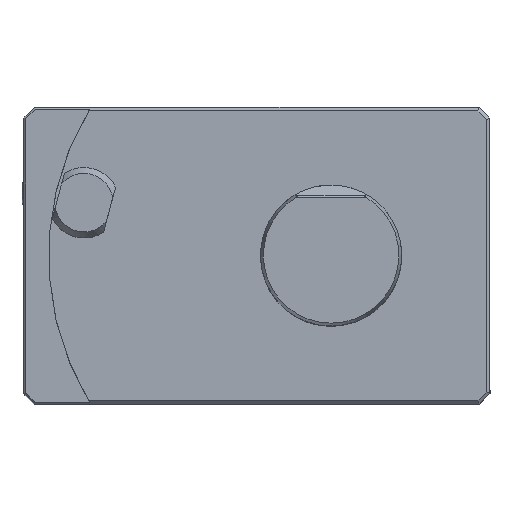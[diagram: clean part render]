
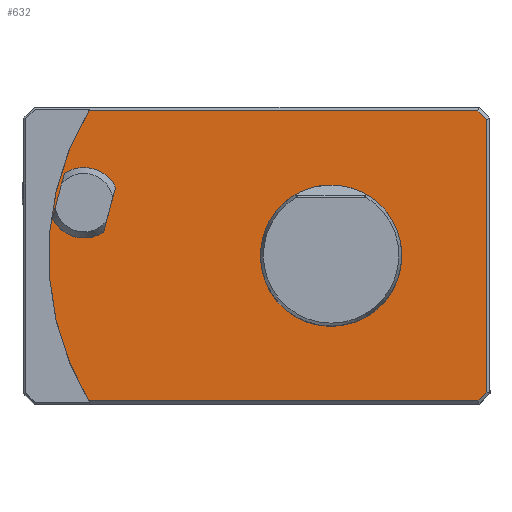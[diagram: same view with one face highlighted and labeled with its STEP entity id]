
A CAD part, top view. The second image highlights one B-rep face of the part: STEP entity #632.
In plain terms, the highlighted planar face has unit normal (0, 0, 1).
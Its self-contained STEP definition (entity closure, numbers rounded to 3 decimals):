
#92=LINE('',#3075,#251);
#93=LINE('',#3077,#252);
#94=LINE('',#3079,#253);
#95=LINE('',#3081,#254);
#96=LINE('',#3083,#255);
#97=LINE('',#3086,#256);
#98=LINE('',#3091,#257);
#251=VECTOR('',#2257,1.);
#252=VECTOR('',#2258,1.);
#253=VECTOR('',#2259,1.);
#254=VECTOR('',#2260,1.);
#255=VECTOR('',#2261,1.);
#256=VECTOR('',#2264,1.);
#257=VECTOR('',#2267,1.);
#439=PLANE('',#2040);
#632=ADVANCED_FACE('',(#766,#767,#768),#439,.T.);
#766=FACE_BOUND('',#822,.T.);
#767=FACE_BOUND('',#823,.T.);
#768=FACE_BOUND('',#824,.T.);
#822=EDGE_LOOP('',(#987,#988,#989,#990,#991,#992));
#823=EDGE_LOOP('',(#993));
#824=EDGE_LOOP('',(#994,#995,#996,#997));
#987=ORIENTED_EDGE('',*,*,#1701,.F.);
#988=ORIENTED_EDGE('',*,*,#1702,.T.);
#989=ORIENTED_EDGE('',*,*,#1703,.T.);
#990=ORIENTED_EDGE('',*,*,#1704,.T.);
#991=ORIENTED_EDGE('',*,*,#1705,.T.);
#992=ORIENTED_EDGE('',*,*,#1706,.T.);
#993=ORIENTED_EDGE('',*,*,#1707,.F.);
#994=ORIENTED_EDGE('',*,*,#1708,.F.);
#995=ORIENTED_EDGE('',*,*,#1709,.T.);
#996=ORIENTED_EDGE('',*,*,#1710,.F.);
#997=ORIENTED_EDGE('',*,*,#1711,.T.);
#1519=VERTEX_POINT('',#3073);
#1520=VERTEX_POINT('',#3074);
#1521=VERTEX_POINT('',#3076);
#1522=VERTEX_POINT('',#3078);
#1523=VERTEX_POINT('',#3080);
#1524=VERTEX_POINT('',#3082);
#1525=VERTEX_POINT('',#3085);
#1526=VERTEX_POINT('',#3087);
#1527=VERTEX_POINT('',#3088);
#1528=VERTEX_POINT('',#3090);
#1529=VERTEX_POINT('',#3092);
#1701=EDGE_CURVE('',#1519,#1520,#1958,.T.);
#1702=EDGE_CURVE('',#1519,#1521,#92,.T.);
#1703=EDGE_CURVE('',#1521,#1522,#93,.T.);
#1704=EDGE_CURVE('',#1522,#1523,#94,.T.);
#1705=EDGE_CURVE('',#1523,#1524,#95,.T.);
#1706=EDGE_CURVE('',#1524,#1520,#96,.T.);
#1707=EDGE_CURVE('',#1525,#1525,#1959,.T.);
#1708=EDGE_CURVE('',#1526,#1527,#97,.T.);
#1709=EDGE_CURVE('',#1526,#1528,#1960,.T.);
#1710=EDGE_CURVE('',#1529,#1528,#98,.T.);
#1711=EDGE_CURVE('',#1529,#1527,#1961,.T.);
#1958=CIRCLE('',#2036,80.);
#1959=CIRCLE('',#2037,19.634);
#1960=CIRCLE('',#2038,10.);
#1961=CIRCLE('',#2039,10.);
#2036=AXIS2_PLACEMENT_3D('',#3072,#2255,#2256);
#2037=AXIS2_PLACEMENT_3D('',#3084,#2262,#2263);
#2038=AXIS2_PLACEMENT_3D('',#3089,#2265,#2266);
#2039=AXIS2_PLACEMENT_3D('',#3093,#2268,#2269);
#2040=AXIS2_PLACEMENT_3D('',#3094,#2270,#2271);
#2255=DIRECTION('',(0.,0.,-1.));
#2256=DIRECTION('',(1.,0.,0.));
#2257=DIRECTION('',(1.,0.,0.));
#2258=DIRECTION('',(0.707,0.707,0.));
#2259=DIRECTION('',(0.,1.,0.));
#2260=DIRECTION('',(-0.707,0.707,0.));
#2261=DIRECTION('',(-1.,0.,0.));
#2262=DIRECTION('',(0.,0.,1.));
#2263=DIRECTION('',(-1.,0.,0.));
#2264=DIRECTION('',(0.259,0.966,0.));
#2265=DIRECTION('',(0.,0.,-1.));
#2266=DIRECTION('',(-0.966,0.259,0.));
#2267=DIRECTION('',(-0.259,-0.966,0.));
#2268=DIRECTION('',(0.,0.,-1.));
#2269=DIRECTION('',(-0.966,0.259,0.));
#2270=DIRECTION('',(0.,0.,1.));
#2271=DIRECTION('',(-1.,0.,0.));
#3072=CARTESIAN_POINT('',(0.,0.,0.));
#3073=CARTESIAN_POINT('',(-68.695,-41.,0.));
#3074=CARTESIAN_POINT('',(-68.695,41.,0.));
#3075=CARTESIAN_POINT('',(-87.,-41.,0.));
#3076=CARTESIAN_POINT('',(41.586,-41.,0.));
#3077=CARTESIAN_POINT('',(-23.207,-105.793,0.));
#3078=CARTESIAN_POINT('',(44.,-38.586,0.));
#3079=CARTESIAN_POINT('',(44.,-42.,0.));
#3080=CARTESIAN_POINT('',(44.,38.586,0.));
#3081=CARTESIAN_POINT('',(18.793,63.793,0.));
#3082=CARTESIAN_POINT('',(41.586,41.,0.));
#3083=CARTESIAN_POINT('',(-87.,41.,0.));
#3084=CARTESIAN_POINT('',(0.,0.,0.));
#3085=CARTESIAN_POINT('',(-19.634,0.,0.));
#3086=CARTESIAN_POINT('',(-62.756,13.059,0.));
#3087=CARTESIAN_POINT('',(-64.467,6.67,0.));
#3088=CARTESIAN_POINT('',(-61.044,19.448,0.));
#3089=CARTESIAN_POINT('',(-70.,15.,0.));
#3090=CARTESIAN_POINT('',(-78.956,10.552,0.));
#3091=CARTESIAN_POINT('',(-77.244,16.941,0.));
#3092=CARTESIAN_POINT('',(-75.533,23.33,0.));
#3093=CARTESIAN_POINT('',(-70.,15.,0.));
#3094=CARTESIAN_POINT('',(-87.,-42.,0.));
